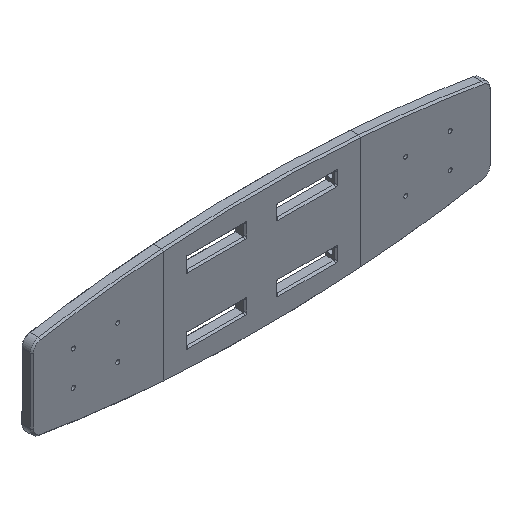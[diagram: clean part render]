
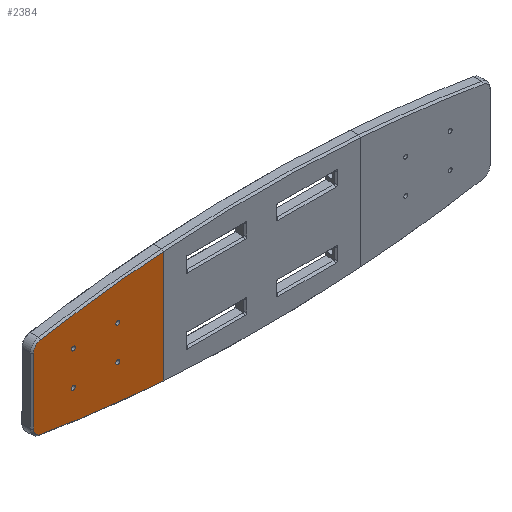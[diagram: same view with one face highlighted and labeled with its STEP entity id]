
A CAD part, isometric view. The second image highlights one B-rep face of the part: STEP entity #2384.
In plain terms, the highlighted planar face has unit normal (0, -1, 0).
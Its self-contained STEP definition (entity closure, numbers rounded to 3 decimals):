
#77=FACE_BOUND('',#453,.T.);
#78=FACE_BOUND('',#454,.T.);
#79=FACE_BOUND('',#455,.T.);
#80=FACE_BOUND('',#456,.T.);
#113=CIRCLE('',#2694,1598.);
#115=CIRCLE('',#2697,10.);
#117=CIRCLE('',#2701,10.);
#118=CIRCLE('',#2703,1598.);
#120=CIRCLE('',#2706,2.381);
#121=CIRCLE('',#2707,2.381);
#122=CIRCLE('',#2708,2.381);
#123=CIRCLE('',#2709,2.381);
#196=PLANE('',#2705);
#307=FACE_OUTER_BOUND('',#452,.T.);
#452=EDGE_LOOP('',(#2125,#2126,#2127,#2128,#2129,#2130));
#453=EDGE_LOOP('',(#2131));
#454=EDGE_LOOP('',(#2132));
#455=EDGE_LOOP('',(#2133));
#456=EDGE_LOOP('',(#2134));
#647=LINE('',#4120,#835);
#650=LINE('',#4137,#838);
#835=VECTOR('',#3374,10.);
#838=VECTOR('',#3391,10.);
#1148=VERTEX_POINT('',#4100);
#1151=VERTEX_POINT('',#4107);
#1153=VERTEX_POINT('',#4113);
#1155=VERTEX_POINT('',#4118);
#1157=VERTEX_POINT('',#4125);
#1159=VERTEX_POINT('',#4130);
#1160=VERTEX_POINT('',#4138);
#1161=VERTEX_POINT('',#4140);
#1162=VERTEX_POINT('',#4142);
#1163=VERTEX_POINT('',#4144);
#1475=EDGE_CURVE('',#1151,#1148,#113,.T.);
#1478=EDGE_CURVE('',#1153,#1151,#115,.T.);
#1480=EDGE_CURVE('',#1155,#1153,#647,.T.);
#1484=EDGE_CURVE('',#1157,#1155,#117,.T.);
#1486=EDGE_CURVE('',#1159,#1157,#118,.T.);
#1488=EDGE_CURVE('',#1159,#1148,#650,.T.);
#1489=EDGE_CURVE('',#1160,#1160,#120,.T.);
#1490=EDGE_CURVE('',#1161,#1161,#121,.T.);
#1491=EDGE_CURVE('',#1162,#1162,#122,.T.);
#1492=EDGE_CURVE('',#1163,#1163,#123,.T.);
#2125=ORIENTED_EDGE('',*,*,#1475,.F.);
#2126=ORIENTED_EDGE('',*,*,#1478,.F.);
#2127=ORIENTED_EDGE('',*,*,#1480,.F.);
#2128=ORIENTED_EDGE('',*,*,#1484,.F.);
#2129=ORIENTED_EDGE('',*,*,#1486,.F.);
#2130=ORIENTED_EDGE('',*,*,#1488,.T.);
#2131=ORIENTED_EDGE('',*,*,#1489,.T.);
#2132=ORIENTED_EDGE('',*,*,#1490,.T.);
#2133=ORIENTED_EDGE('',*,*,#1491,.T.);
#2134=ORIENTED_EDGE('',*,*,#1492,.T.);
#2384=ADVANCED_FACE('',(#307,#77,#78,#79,#80),#196,.F.);
#2694=AXIS2_PLACEMENT_3D('',#4109,#3362,#3363);
#2697=AXIS2_PLACEMENT_3D('',#4115,#3369,#3370);
#2701=AXIS2_PLACEMENT_3D('',#4127,#3381,#3382);
#2703=AXIS2_PLACEMENT_3D('',#4134,#3385,#3386);
#2705=AXIS2_PLACEMENT_3D('',#4136,#3389,#3390);
#2706=AXIS2_PLACEMENT_3D('',#4139,#3392,#3393);
#2707=AXIS2_PLACEMENT_3D('',#4141,#3394,#3395);
#2708=AXIS2_PLACEMENT_3D('',#4143,#3396,#3397);
#2709=AXIS2_PLACEMENT_3D('',#4145,#3398,#3399);
#3362=DIRECTION('center_axis',(0.,1.,0.));
#3363=DIRECTION('ref_axis',(-0.175,0.,0.985));
#3369=DIRECTION('center_axis',(0.,1.,0.));
#3370=DIRECTION('ref_axis',(-0.764,0.,0.645));
#3374=DIRECTION('',(0.,0.,1.));
#3381=DIRECTION('center_axis',(0.,1.,0.));
#3382=DIRECTION('ref_axis',(-0.764,0.,-0.645));
#3385=DIRECTION('center_axis',(0.,1.,0.));
#3386=DIRECTION('ref_axis',(0.175,0.,-0.985));
#3389=DIRECTION('center_axis',(0.,1.,0.));
#3390=DIRECTION('ref_axis',(0.,0.,1.));
#3391=DIRECTION('',(0.,0.,1.));
#3392=DIRECTION('center_axis',(0.,1.,0.));
#3393=DIRECTION('ref_axis',(1.,0.,0.));
#3394=DIRECTION('center_axis',(0.,1.,0.));
#3395=DIRECTION('ref_axis',(1.,0.,0.));
#3396=DIRECTION('center_axis',(0.,1.,0.));
#3397=DIRECTION('ref_axis',(1.,0.,0.));
#3398=DIRECTION('center_axis',(0.,1.,0.));
#3399=DIRECTION('ref_axis',(1.,0.,0.));
#4100=CARTESIAN_POINT('',(-120.,-14.,68.072));
#4107=CARTESIAN_POINT('',(-269.084,-14.,49.766));
#4109=CARTESIAN_POINT('Origin',(0.,-14.,-1525.416));
#4113=CARTESIAN_POINT('',(-277.4,-14.,39.909));
#4115=CARTESIAN_POINT('Origin',(-267.4,-14.,39.909));
#4118=CARTESIAN_POINT('',(-277.4,-14.,-39.909));
#4120=CARTESIAN_POINT('',(-277.4,-14.,25.));
#4125=CARTESIAN_POINT('',(-269.084,-14.,-49.766));
#4127=CARTESIAN_POINT('Origin',(-267.4,-14.,-39.909));
#4130=CARTESIAN_POINT('',(-120.,-14.,-68.072));
#4134=CARTESIAN_POINT('Origin',(0.,-14.,1525.416));
#4136=CARTESIAN_POINT('Origin',(-199.7,-14.,0.));
#4137=CARTESIAN_POINT('',(-120.,-14.,70.078));
#4138=CARTESIAN_POINT('',(-177.381,-14.,20.638));
#4139=CARTESIAN_POINT('Origin',(-175.,-14.,20.638));
#4140=CARTESIAN_POINT('',(-231.356,-14.,20.638));
#4141=CARTESIAN_POINT('Origin',(-228.975,-14.,20.638));
#4142=CARTESIAN_POINT('',(-231.356,-14.,-20.637));
#4143=CARTESIAN_POINT('Origin',(-228.975,-14.,-20.637));
#4144=CARTESIAN_POINT('',(-177.381,-14.,-20.637));
#4145=CARTESIAN_POINT('Origin',(-175.,-14.,-20.637));
